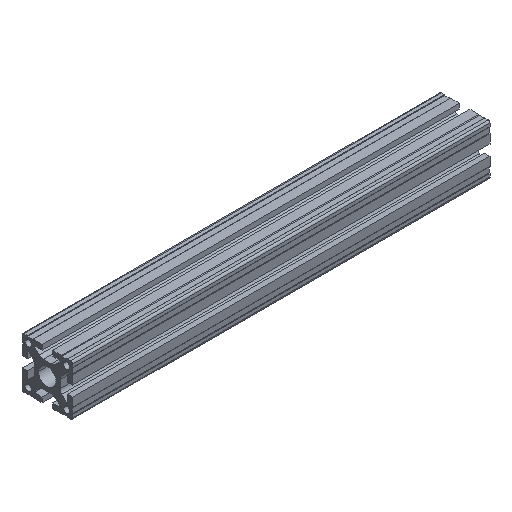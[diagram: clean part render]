
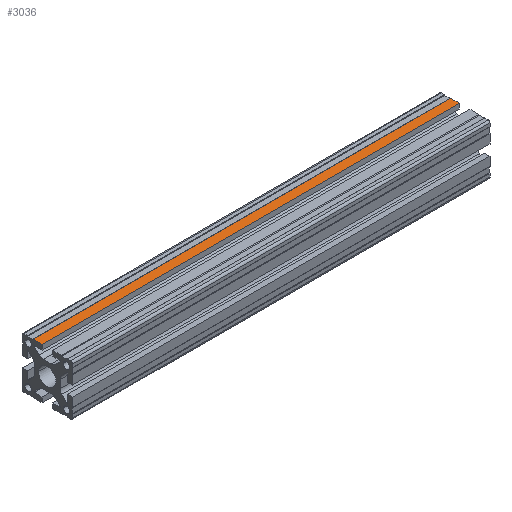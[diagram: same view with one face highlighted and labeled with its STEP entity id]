
A CAD part, isometric view. The second image highlights one B-rep face of the part: STEP entity #3036.
In plain terms, the highlighted planar face has unit normal (0, 0, 1).
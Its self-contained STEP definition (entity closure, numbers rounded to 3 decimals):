
#2796=AXIS2_PLACEMENT_3D('Plane Axis2P3D',#2793,#2794,#2795) ;
#610=CARTESIAN_POINT('Vertex',(-165.,4.15,20.)) ;
#613=CARTESIAN_POINT('Line Origine',(-165.,7.675,20.)) ;
#617=CARTESIAN_POINT('Vertex',(-165.,11.2,20.)) ;
#873=CARTESIAN_POINT('Vertex',(165.,11.2,20.)) ;
#876=CARTESIAN_POINT('Line Origine',(165.,7.675,20.)) ;
#880=CARTESIAN_POINT('Vertex',(165.,4.15,20.)) ;
#2793=CARTESIAN_POINT('Axis2P3D Location',(0.,16.,20.)) ;
#3013=CARTESIAN_POINT('Line Origine',(0.,4.15,20.)) ;
#3025=CARTESIAN_POINT('Line Origine',(0.,11.2,20.)) ;
#614=DIRECTION('Vector Direction',(0.,1.,0.)) ;
#877=DIRECTION('Vector Direction',(0.,1.,0.)) ;
#2794=DIRECTION('Axis2P3D Direction',(0.,0.,-1.)) ;
#2795=DIRECTION('Axis2P3D XDirection',(0.,1.,0.)) ;
#3014=DIRECTION('Vector Direction',(1.,0.,0.)) ;
#3026=DIRECTION('Vector Direction',(1.,0.,0.)) ;
#615=VECTOR('Line Direction',#614,1.) ;
#878=VECTOR('Line Direction',#877,1.) ;
#3015=VECTOR('Line Direction',#3014,1.) ;
#3027=VECTOR('Line Direction',#3026,1.) ;
#3031=ORIENTED_EDGE('',*,*,#3017,.T.) ;
#3032=ORIENTED_EDGE('',*,*,#882,.F.) ;
#3033=ORIENTED_EDGE('',*,*,#3029,.F.) ;
#3034=ORIENTED_EDGE('',*,*,#619,.T.) ;
#3036=ADVANCED_FACE('PERFIL-BASICO-SEM-REFOR\X2\00C7\X0\O',(#3035),#2797,.F.) ;
#619=EDGE_CURVE('',#618,#611,#616,.F.) ;
#882=EDGE_CURVE('',#874,#881,#879,.F.) ;
#3017=EDGE_CURVE('',#611,#881,#3016,.T.) ;
#3029=EDGE_CURVE('',#618,#874,#3028,.T.) ;
#3030=EDGE_LOOP('',(#3031,#3032,#3033,#3034)) ;
#3035=FACE_OUTER_BOUND('',#3030,.T.) ;
#616=LINE('Line',#613,#615) ;
#879=LINE('Line',#876,#878) ;
#3016=LINE('Line',#3013,#3015) ;
#3028=LINE('Line',#3025,#3027) ;
#2797=PLANE('',#2796) ;
#611=VERTEX_POINT('',#610) ;
#618=VERTEX_POINT('',#617) ;
#874=VERTEX_POINT('',#873) ;
#881=VERTEX_POINT('',#880) ;
